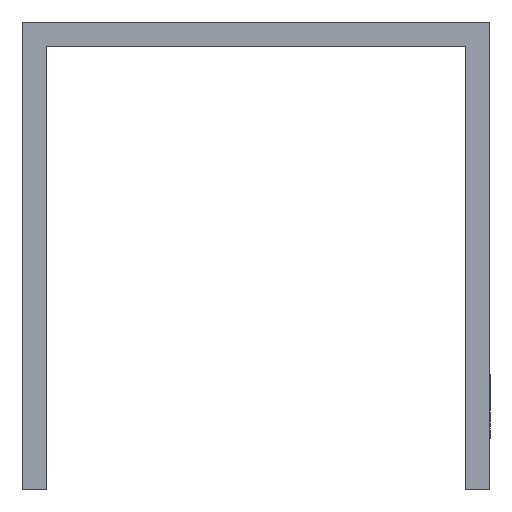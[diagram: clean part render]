
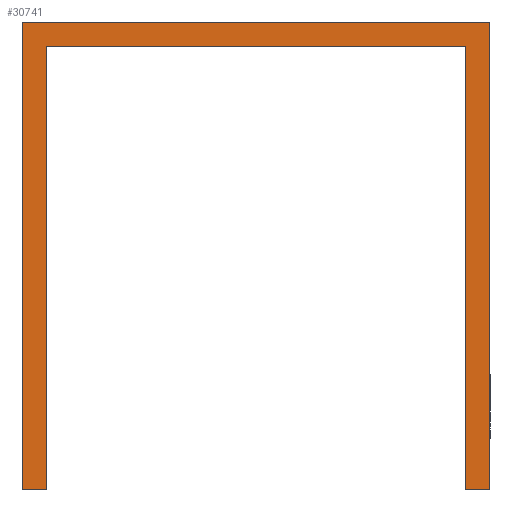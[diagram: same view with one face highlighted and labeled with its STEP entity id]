
A CAD part, front view. The second image highlights one B-rep face of the part: STEP entity #30741.
In plain terms, the highlighted planar face has unit normal (0, -1, 0).
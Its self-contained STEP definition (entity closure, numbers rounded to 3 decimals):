
#432 = VECTOR ( 'NONE', #19865, 1000. ) ;
#583 = CARTESIAN_POINT ( 'NONE',  ( -21.5, 0., 0. ) ) ;
#758 = VECTOR ( 'NONE', #17143, 1000. ) ;
#3033 = EDGE_CURVE ( 'NONE', #27831, #18364, #17301, .T. ) ;
#3247 = LINE ( 'NONE', #15476, #4734 ) ;
#3614 = PLANE ( 'NONE',  #21276 ) ;
#3657 = VECTOR ( 'NONE', #13321, 1000. ) ;
#4188 = EDGE_CURVE ( 'NONE', #26163, #17329, #22117, .T. ) ;
#4734 = VECTOR ( 'NONE', #25076, 1000. ) ;
#6134 = VECTOR ( 'NONE', #8236, 1000. ) ;
#6380 = CARTESIAN_POINT ( 'NONE',  ( 0., 0., 0. ) ) ;
#6680 = EDGE_CURVE ( 'NONE', #7293, #25237, #18986, .T. ) ;
#7155 = LINE ( 'NONE', #12405, #758 ) ;
#7293 = VERTEX_POINT ( 'NONE', #14016 ) ;
#7473 = EDGE_CURVE ( 'NONE', #19520, #12788, #7612, .T. ) ;
#7506 = CARTESIAN_POINT ( 'NONE',  ( -21.5, 0., -45.5 ) ) ;
#7612 = LINE ( 'NONE', #583, #432 ) ;
#8236 = DIRECTION ( 'NONE',  ( 0., 0., 1. ) ) ;
#8844 = LINE ( 'NONE', #15964, #28779 ) ;
#9116 = EDGE_CURVE ( 'NONE', #25237, #19520, #18393, .T. ) ;
#10111 = VECTOR ( 'NONE', #29814, 1000. ) ;
#11051 = EDGE_CURVE ( 'NONE', #18364, #26163, #8844, .T. ) ;
#11513 = ORIENTED_EDGE ( 'NONE', *, *, #11051, .F. ) ;
#11962 = ORIENTED_EDGE ( 'NONE', *, *, #3033, .F. ) ;
#12405 = CARTESIAN_POINT ( 'NONE',  ( -21.5, 0., -45.5 ) ) ;
#12595 = DIRECTION ( 'NONE',  ( -1., 0., 0. ) ) ;
#12788 = VERTEX_POINT ( 'NONE', #7506 ) ;
#12942 = CARTESIAN_POINT ( 'NONE',  ( 24., 0., -45.5 ) ) ;
#13321 = DIRECTION ( 'NONE',  ( 0., 0., 1. ) ) ;
#14016 = CARTESIAN_POINT ( 'NONE',  ( 21.5, 0., -45.5 ) ) ;
#15476 = CARTESIAN_POINT ( 'NONE',  ( 21.5, 0., -45.5 ) ) ;
#15744 = ORIENTED_EDGE ( 'NONE', *, *, #22638, .F. ) ;
#15964 = CARTESIAN_POINT ( 'NONE',  ( 24., 0., 2.5 ) ) ;
#17024 = CARTESIAN_POINT ( 'NONE',  ( -21.5, 0., 0. ) ) ;
#17143 = DIRECTION ( 'NONE',  ( -1., 0., 0. ) ) ;
#17301 = LINE ( 'NONE', #27679, #3657 ) ;
#17329 = VERTEX_POINT ( 'NONE', #24779 ) ;
#18084 = VECTOR ( 'NONE', #12595, 1000. ) ;
#18364 = VERTEX_POINT ( 'NONE', #26038 ) ;
#18390 = DIRECTION ( 'NONE',  ( 0., 0., -1. ) ) ;
#18393 = LINE ( 'NONE', #17024, #18084 ) ;
#18566 = ORIENTED_EDGE ( 'NONE', *, *, #4188, .F. ) ;
#18638 = ORIENTED_EDGE ( 'NONE', *, *, #27315, .F. ) ;
#18986 = LINE ( 'NONE', #27667, #6134 ) ;
#19520 = VERTEX_POINT ( 'NONE', #20588 ) ;
#19864 = ORIENTED_EDGE ( 'NONE', *, *, #7473, .F. ) ;
#19865 = DIRECTION ( 'NONE',  ( 0., 0., -1. ) ) ;
#19875 = ORIENTED_EDGE ( 'NONE', *, *, #6680, .F. ) ;
#20588 = CARTESIAN_POINT ( 'NONE',  ( -21.5, 0., 0. ) ) ;
#20749 = ORIENTED_EDGE ( 'NONE', *, *, #9116, .F. ) ;
#21262 = CARTESIAN_POINT ( 'NONE',  ( -24., 0., -45.5 ) ) ;
#21276 = AXIS2_PLACEMENT_3D ( 'NONE', #6380, #23192, #18390 ) ;
#22117 = LINE ( 'NONE', #12942, #10111 ) ;
#22638 = EDGE_CURVE ( 'NONE', #17329, #7293, #3247, .T. ) ;
#23192 = DIRECTION ( 'NONE',  ( 0., -1., 0. ) ) ;
#24779 = CARTESIAN_POINT ( 'NONE',  ( 24., 0., -45.5 ) ) ;
#24784 = EDGE_LOOP ( 'NONE', ( #19875, #15744, #18566, #11513, #11962, #18638, #19864, #20749 ) ) ;
#24860 = CARTESIAN_POINT ( 'NONE',  ( 21.5, 0., 0. ) ) ;
#25076 = DIRECTION ( 'NONE',  ( -1., 0., 0. ) ) ;
#25237 = VERTEX_POINT ( 'NONE', #24860 ) ;
#25684 = DIRECTION ( 'NONE',  ( 1., 0., 0. ) ) ;
#26038 = CARTESIAN_POINT ( 'NONE',  ( -24., 0., 2.5 ) ) ;
#26163 = VERTEX_POINT ( 'NONE', #28484 ) ;
#26727 = FACE_OUTER_BOUND ( 'NONE', #24784, .T. ) ;
#27315 = EDGE_CURVE ( 'NONE', #12788, #27831, #7155, .T. ) ;
#27667 = CARTESIAN_POINT ( 'NONE',  ( 21.5, 0., 0. ) ) ;
#27679 = CARTESIAN_POINT ( 'NONE',  ( -24., 0., -45.5 ) ) ;
#27831 = VERTEX_POINT ( 'NONE', #21262 ) ;
#28484 = CARTESIAN_POINT ( 'NONE',  ( 24., 0., 2.5 ) ) ;
#28779 = VECTOR ( 'NONE', #25684, 1000. ) ;
#29814 = DIRECTION ( 'NONE',  ( 0., 0., -1. ) ) ;
#30741 = ADVANCED_FACE ( 'NONE', ( #26727 ), #3614, .T. ) ;
